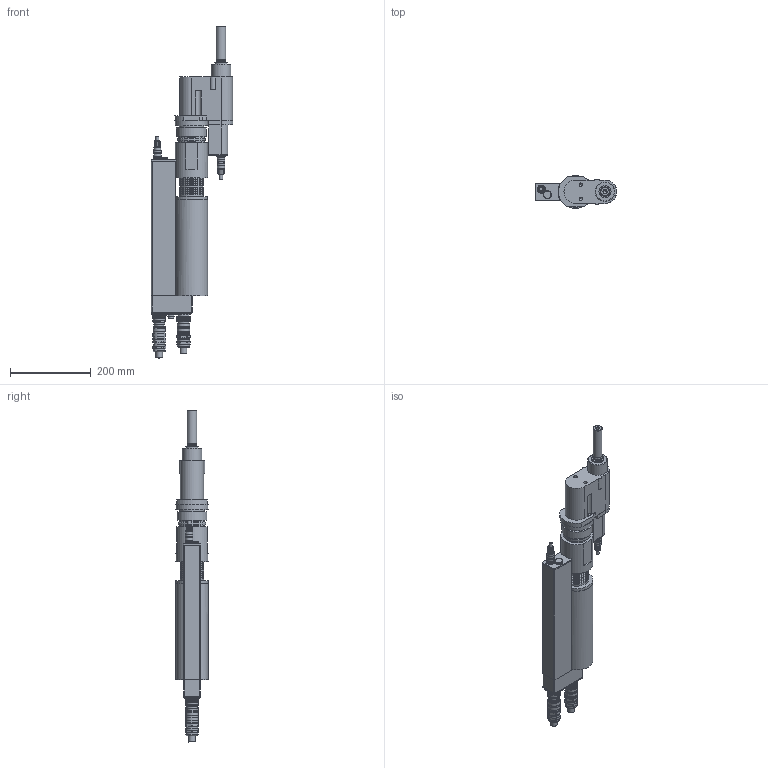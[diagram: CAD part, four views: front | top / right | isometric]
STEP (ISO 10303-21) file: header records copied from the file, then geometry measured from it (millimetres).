
FILE_DESCRIPTION((''),'2;1');
FILE_NAME('947579A4.stp','2011-03-25T14:06:15',('e4c32'),(''),'Autodesk Inventor 11','Autodesk Inventor 11','');
FILE_SCHEMA(('AUTOMOTIVE_DESIGN { 1 0 10303 214 1 1 1 1 }'));
Length unit declared in the file: millimetre
Products named in the file (6): 947579A4_IAM_001; 3VK2B_IPT_001.ipt_versetzter Abtrieb; 3BTS-3BXA_IPT_001.ipt_Motor und Getriebe; 961089-002_IPT_002.ipt_Stecker gerade; 961104-005_IPT_002.ipt_Stecker gerade; 961104-005_IPT_001.ipt_Stecker gerade
Assembly tree (6 placements, depth 2):
  947579A4_IAM_001
    3VK2B_IPT_001.ipt_versetzter Abtrieb
    3BTS-3BXA_IPT_001.ipt_Motor und Getriebe
    961089-002_IPT_002.ipt_Stecker gerade  x2
    961104-005_IPT_002.ipt_Stecker gerade
    961104-005_IPT_001.ipt_Stecker gerade
Bounding box: 201.38 x 80 x 820.3 mm (x, y, z)
Volume: 4137394.8 mm3; surface area: 349057 mm2
Topology: 6 solids, 6 shells, 814 faces, 1922 edges, 1214 vertices
Faces by surface type: plane 533, cylinder 222, cone 40, torus 12, bspline 7
Full cylindrical faces by diameter (mm): 5.5 x4, 8 x2, 12 x1, 13 x1, 13.4 x2, 13.5 x1, 14 x10, 14.2 x2, 15.5 x1, 16 x7, 16.5 x2, 17.5 x1, 17.587 x4, 18 x5, 18.7 x4, 20 x5, 21.5 x1, 22.5 x2, 22.8 x1, 24 x2, 25 x1, 25.5 x1, 26.4 x1, 27.047 x1, 28 x2, 28.5 x1, 29 x1, 29.4 x3, 29.5 x2, 29.8 x4
Entity records: 21341 total; most frequent: CARTESIAN_POINT 4256, DIRECTION 3477, ORIENTED_EDGE 3372, EDGE_CURVE 1686, AXIS2_PLACEMENT_3D 1257, VERTEX_POINT 1154, EDGE_LOOP 1014, VECTOR 963
